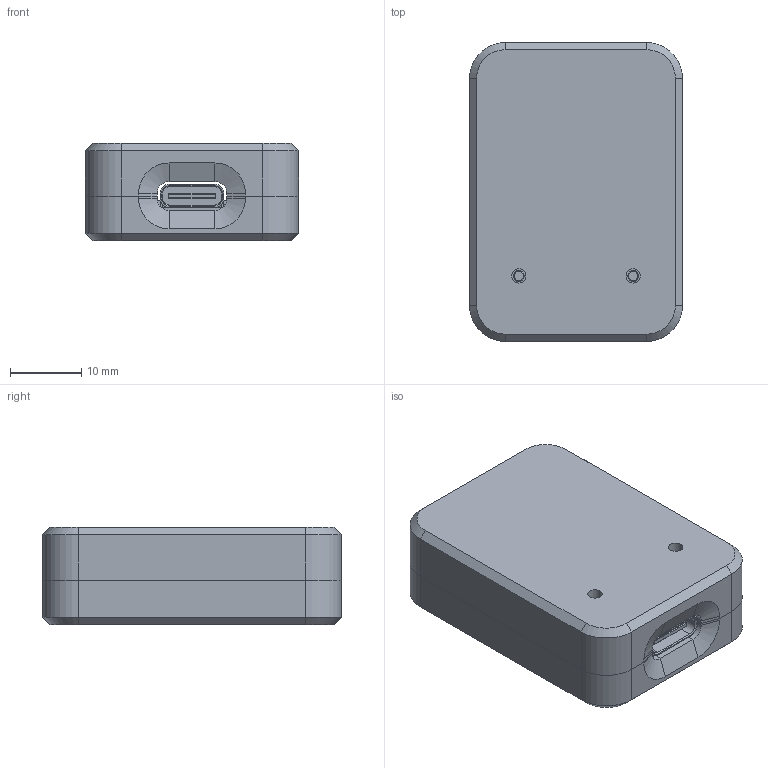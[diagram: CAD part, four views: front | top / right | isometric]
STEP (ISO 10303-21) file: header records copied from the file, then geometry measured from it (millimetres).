
FILE_DESCRIPTION(/* description */ (''),/* implementation_level */ '2;1');
FILE_NAME(/* name */ 'Remapper-v1-case.step',/* time_stamp */ '2022-11-09T13:45:05+01:00',/* author */ (''),/* organization */ (''),/* preprocessor_version */ 'ST-DEVELOPER v19.2',/* originating_system */ 'Autodesk Translation Framework v11.17.0.187',/* authorisation */ '');
FILE_SCHEMA (('AUTOMOTIVE_DESIGN { 1 0 10303 214 3 1 1 }'));
Length unit declared in the file: millimetre
Products named in the file (15): Remapper4.1; Remapper4.1_1; SOT-23-5; SOLID (2); HRO-TYPE-C-31-M-12; SOLID (3); QFN-56-1EP_7x7mm_P0.4mm_EP5.6x5.6mm; SOLID (5); R_0402_1005Metric; SOLID; SW_SPST_B3U-1000P; SOLID (4); C_0402_1005Metric; SOLID (1); Remapper PCB
Assembly tree (56 placements, depth 4):
  Remapper4.1
    Remapper4.1_1
      C_0402_1005Metric  x30
        SOLID (1)
      R_0402_1005Metric  x12
        SOLID
      QFN-56-1EP_7x7mm_P0.4mm_EP5.6x5.6mm  x2
        SOLID (5)
      SOT-23-5
        SOLID (2)
      SW_SPST_B3U-1000P  x2
        SOLID (4)
      HRO-TYPE-C-31-M-12
        SOLID (3)
      Remapper PCB
Bounding box: 29.8 x 41.8 x 13.6 mm (x, y, z)
Volume: 8978.3 mm3; surface area: 11030.2 mm2
Topology: 51 solids, 51 shells, 2747 faces, 7349 edges, 4728 vertices
Faces by surface type: plane 1761, cylinder 892, sphere 34, torus 34, cone 26
Full cylindrical faces by diameter (mm): 0.35 x18, 0.5 x4, 0.65 x2, 1.5 x2, 1.8 x4, 2 x2, 2.2 x8, 5 x8
Entity records: 34566 total; most frequent: CARTESIAN_POINT 5850, DIRECTION 5756, ORIENTED_EDGE 5708, EDGE_CURVE 2854, LINE 2208, VECTOR 2208, VERTEX_POINT 1820, AXIS2_PLACEMENT_3D 1774
